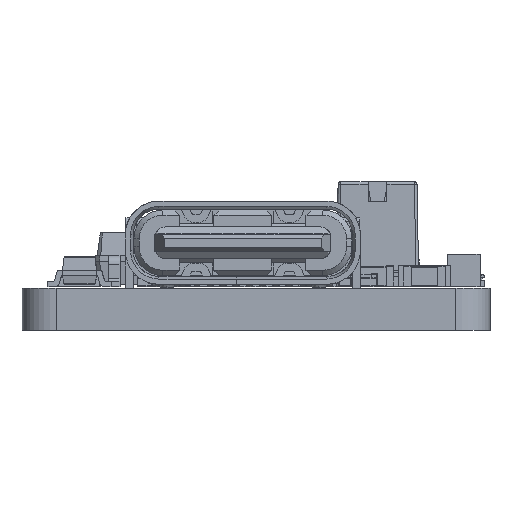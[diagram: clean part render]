
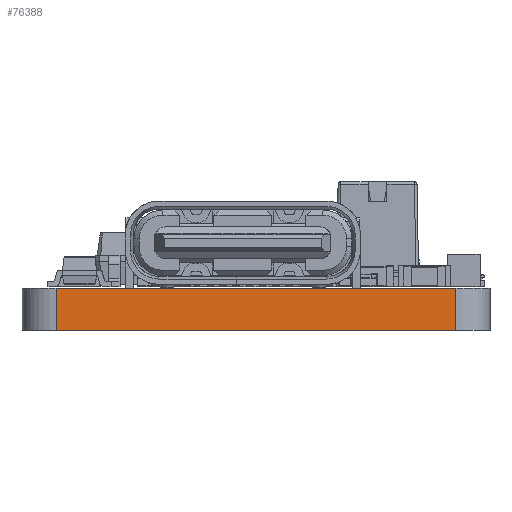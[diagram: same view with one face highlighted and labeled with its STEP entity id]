
A CAD part, left-side view. The second image highlights one B-rep face of the part: STEP entity #76388.
In plain terms, the highlighted planar face has unit normal (-1, 0, 0).
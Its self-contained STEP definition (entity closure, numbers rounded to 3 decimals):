
#74770 = VERTEX_POINT('',#74771);
#74771 = CARTESIAN_POINT('',(100.,-107.6,0.));
#74778 = EDGE_CURVE('',#74770,#74779,#74781,.T.);
#74779 = VERTEX_POINT('',#74780);
#74780 = CARTESIAN_POINT('',(100.,-92.4,0.));
#74781 = LINE('',#74782,#74783);
#74782 = CARTESIAN_POINT('',(100.,-107.6,0.));
#74783 = VECTOR('',#74784,1.);
#74784 = DIRECTION('',(0.,1.,0.));
#75527 = VERTEX_POINT('',#75528);
#75528 = CARTESIAN_POINT('',(100.,-107.6,1.6));
#75535 = EDGE_CURVE('',#75527,#75536,#75538,.T.);
#75536 = VERTEX_POINT('',#75537);
#75537 = CARTESIAN_POINT('',(100.,-92.4,1.6));
#75538 = LINE('',#75539,#75540);
#75539 = CARTESIAN_POINT('',(100.,-107.6,1.6));
#75540 = VECTOR('',#75541,1.);
#75541 = DIRECTION('',(0.,1.,0.));
#76375 = EDGE_CURVE('',#74779,#75536,#76376,.T.);
#76376 = LINE('',#76377,#76378);
#76377 = CARTESIAN_POINT('',(100.,-92.4,0.));
#76378 = VECTOR('',#76379,1.);
#76379 = DIRECTION('',(0.,0.,1.));
#76388 = ADVANCED_FACE('',(#76389),#76400,.T.);
#76389 = FACE_BOUND('',#76390,.T.);
#76390 = EDGE_LOOP('',(#76391,#76397,#76398,#76399));
#76391 = ORIENTED_EDGE('',*,*,#76392,.T.);
#76392 = EDGE_CURVE('',#74770,#75527,#76393,.T.);
#76393 = LINE('',#76394,#76395);
#76394 = CARTESIAN_POINT('',(100.,-107.6,0.));
#76395 = VECTOR('',#76396,1.);
#76396 = DIRECTION('',(0.,0.,1.));
#76397 = ORIENTED_EDGE('',*,*,#75535,.T.);
#76398 = ORIENTED_EDGE('',*,*,#76375,.F.);
#76399 = ORIENTED_EDGE('',*,*,#74778,.F.);
#76400 = PLANE('',#76401);
#76401 = AXIS2_PLACEMENT_3D('',#76402,#76403,#76404);
#76402 = CARTESIAN_POINT('',(100.,-107.6,0.));
#76403 = DIRECTION('',(-1.,0.,0.));
#76404 = DIRECTION('',(0.,1.,0.));
